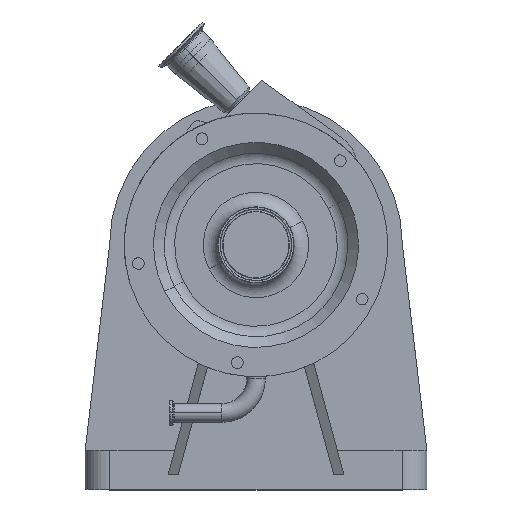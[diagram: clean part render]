
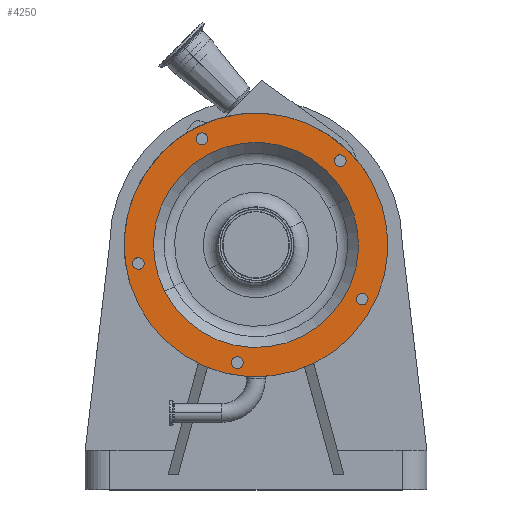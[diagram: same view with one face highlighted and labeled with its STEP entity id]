
A CAD part, top view. The second image highlights one B-rep face of the part: STEP entity #4250.
In plain terms, the highlighted planar face has unit normal (0, 0, 1).
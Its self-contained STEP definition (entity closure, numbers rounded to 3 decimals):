
#24 = DIRECTION ( 'NONE',  ( 0.891, 0.454, 0. ) ) ;
#27 = CARTESIAN_POINT ( 'NONE',  ( 108.703, -55.387, 284. ) ) ;
#28 = DIRECTION ( 'NONE',  ( -0.454, -0.891, 0. ) ) ;
#29 = DIRECTION ( 'NONE',  ( 0., 0., 1. ) ) ;
#103 = AXIS2_PLACEMENT_3D ( 'NONE', #115, #116, #24 ) ;
#106 = CIRCLE ( 'NONE', #103, 6. ) ;
#115 = CARTESIAN_POINT ( 'NONE',  ( -55.387, 108.703, 284. ) ) ;
#116 = DIRECTION ( 'NONE',  ( 0., 0., 1. ) ) ;
#143 = AXIS2_PLACEMENT_3D ( 'NONE', #27, #29, #28 ) ;
#168 = CIRCLE ( 'NONE', #143, 6. ) ;
#172 = AXIS2_PLACEMENT_3D ( 'NONE', #182, #178, #177 ) ;
#177 = DIRECTION ( 'NONE',  ( -0.156, 0.988, 0. ) ) ;
#178 = DIRECTION ( 'NONE',  ( 0., 0., 1. ) ) ;
#180 = CIRCLE ( 'NONE', #172, 6. ) ;
#182 = CARTESIAN_POINT ( 'NONE',  ( -120.498, -19.085, 284. ) ) ;
#1289 = VERTEX_POINT ( 'NONE', #2122 ) ;
#1297 = EDGE_CURVE ( 'NONE', #1300, #1289, #2140, .T. ) ;
#1300 = VERTEX_POINT ( 'NONE', #2154 ) ;
#1427 = VERTEX_POINT ( 'NONE', #2448 ) ;
#1439 = VERTEX_POINT ( 'NONE', #6928 ) ;
#1442 = EDGE_CURVE ( 'NONE', #1439, #1443, #6954, .T. ) ;
#1443 = VERTEX_POINT ( 'NONE', #6922 ) ;
#1479 = VERTEX_POINT ( 'NONE', #7013 ) ;
#1513 = VERTEX_POINT ( 'NONE', #7222 ) ;
#1525 = EDGE_CURVE ( 'NONE', #1427, #1513, #7032, .T. ) ;
#1526 = EDGE_CURVE ( 'NONE', #1479, #1532, #7082, .T. ) ;
#1532 = VERTEX_POINT ( 'NONE', #7223 ) ;
#1533 = VERTEX_POINT ( 'NONE', #7225 ) ;
#1543 = EDGE_CURVE ( 'NONE', #1545, #1533, #7094, .T. ) ;
#1545 = VERTEX_POINT ( 'NONE', #7039 ) ;
#1559 = VERTEX_POINT ( 'NONE', #7250 ) ;
#1562 = EDGE_CURVE ( 'NONE', #1563, #1559, #7235, .T. ) ;
#1563 = VERTEX_POINT ( 'NONE', #7247 ) ;
#1582 = EDGE_CURVE ( 'NONE', #1583, #1607, #7087, .T. ) ;
#1583 = VERTEX_POINT ( 'NONE', #7230 ) ;
#1607 = VERTEX_POINT ( 'NONE', #7281 ) ;
#2122 = CARTESIAN_POINT ( 'NONE',  ( -120.286, -61.289, 284. ) ) ;
#2133 = CARTESIAN_POINT ( 'NONE',  ( 0., 0., 284. ) ) ;
#2135 = AXIS2_PLACEMENT_3D ( 'NONE', #2133, #2145, #2144 ) ;
#2140 = CIRCLE ( 'NONE', #2135, 135. ) ;
#2144 = DIRECTION ( 'NONE',  ( 0.891, 0.454, 0. ) ) ;
#2145 = DIRECTION ( 'NONE',  ( 0., 0., 1. ) ) ;
#2154 = CARTESIAN_POINT ( 'NONE',  ( 120.286, 61.289, 284. ) ) ;
#2448 = CARTESIAN_POINT ( 'NONE',  ( 83.543, 80.921, 284. ) ) ;
#3975 = EDGE_CURVE ( 'NONE', #1607, #1583, #106, .T. ) ;
#3978 = EDGE_CURVE ( 'NONE', #1533, #1545, #168, .T. ) ;
#3988 = EDGE_CURVE ( 'NONE', #1559, #1563, #180, .T. ) ;
#4006 = EDGE_CURVE ( 'NONE', #1532, #1479, #4775, .T. ) ;
#4032 = EDGE_CURVE ( 'NONE', #1513, #1427, #4835, .T. ) ;
#4102 = EDGE_CURVE ( 'NONE', #1443, #1439, #4861, .T. ) ;
#4235 = ORIENTED_EDGE ( 'NONE', *, *, #4032, .F. ) ;
#4239 = EDGE_LOOP ( 'NONE', ( #4235, #4242 ) ) ;
#4242 = ORIENTED_EDGE ( 'NONE', *, *, #1525, .F. ) ;
#4243 = ORIENTED_EDGE ( 'NONE', *, *, #3978, .F. ) ;
#4244 = EDGE_LOOP ( 'NONE', ( #5333, #4251 ) ) ;
#4246 = EDGE_LOOP ( 'NONE', ( #4243, #4249 ) ) ;
#4247 = EDGE_LOOP ( 'NONE', ( #4253, #5344 ) ) ;
#4249 = ORIENTED_EDGE ( 'NONE', *, *, #1543, .F. ) ;
#4250 = ADVANCED_FACE ( 'NONE', ( #7875, #7652, #7651, #7653, #7725, #7732, #7757 ), #7876, .F. ) ;
#4251 = ORIENTED_EDGE ( 'NONE', *, *, #1526, .F. ) ;
#4252 = ORIENTED_EDGE ( 'NONE', *, *, #5342, .T. ) ;
#4253 = ORIENTED_EDGE ( 'NONE', *, *, #4102, .F. ) ;
#4259 = EDGE_LOOP ( 'NONE', ( #4260, #5337 ) ) ;
#4260 = ORIENTED_EDGE ( 'NONE', *, *, #3988, .F. ) ;
#4773 = CARTESIAN_POINT ( 'NONE',  ( -19.085, -120.498, 284. ) ) ;
#4774 = AXIS2_PLACEMENT_3D ( 'NONE', #4773, #4813, #4812 ) ;
#4775 = CIRCLE ( 'NONE', #4774, 6. ) ;
#4812 = DIRECTION ( 'NONE',  ( -0.988, 0.156, 0. ) ) ;
#4813 = DIRECTION ( 'NONE',  ( 0., 0., 1. ) ) ;
#4826 = DIRECTION ( 'NONE',  ( 0.707, -0.707, 0. ) ) ;
#4827 = DIRECTION ( 'NONE',  ( 0., 0., 1. ) ) ;
#4828 = AXIS2_PLACEMENT_3D ( 'NONE', #4832, #4827, #4826 ) ;
#4832 = CARTESIAN_POINT ( 'NONE',  ( 86.267, 86.267, 284. ) ) ;
#4835 = CIRCLE ( 'NONE', #4828, 6. ) ;
#4853 = DIRECTION ( 'NONE',  ( 0.891, 0.454, 0. ) ) ;
#4854 = DIRECTION ( 'NONE',  ( 0., 0., 1. ) ) ;
#4861 = CIRCLE ( 'NONE', #4872, 105. ) ;
#4865 = CARTESIAN_POINT ( 'NONE',  ( 0., 0., 284. ) ) ;
#4872 = AXIS2_PLACEMENT_3D ( 'NONE', #4865, #4854, #4853 ) ;
#5328 = ORIENTED_EDGE ( 'NONE', *, *, #1582, .F. ) ;
#5329 = ORIENTED_EDGE ( 'NONE', *, *, #1297, .T. ) ;
#5330 = ORIENTED_EDGE ( 'NONE', *, *, #3975, .F. ) ;
#5331 = EDGE_LOOP ( 'NONE', ( #5330, #5328 ) ) ;
#5333 = ORIENTED_EDGE ( 'NONE', *, *, #4006, .F. ) ;
#5337 = ORIENTED_EDGE ( 'NONE', *, *, #1562, .F. ) ;
#5338 = EDGE_LOOP ( 'NONE', ( #5329, #4252 ) ) ;
#5342 = EDGE_CURVE ( 'NONE', #1289, #1300, #7394, .T. ) ;
#5344 = ORIENTED_EDGE ( 'NONE', *, *, #1442, .F. ) ;
#6913 = DIRECTION ( 'NONE',  ( 0., 0., 1. ) ) ;
#6922 = CARTESIAN_POINT ( 'NONE',  ( 93.556, 47.669, 284. ) ) ;
#6923 = CARTESIAN_POINT ( 'NONE',  ( 0., 0., 284. ) ) ;
#6928 = CARTESIAN_POINT ( 'NONE',  ( -93.556, -47.669, 284. ) ) ;
#6934 = AXIS2_PLACEMENT_3D ( 'NONE', #6923, #6913, #6938 ) ;
#6938 = DIRECTION ( 'NONE',  ( 0.891, 0.454, 0. ) ) ;
#6954 = CIRCLE ( 'NONE', #6934, 105. ) ;
#7013 = CARTESIAN_POINT ( 'NONE',  ( -20.024, -114.572, 284. ) ) ;
#7032 = CIRCLE ( 'NONE', #7078, 6. ) ;
#7039 = CARTESIAN_POINT ( 'NONE',  ( 102.777, -54.448, 284. ) ) ;
#7059 = DIRECTION ( 'NONE',  ( 0.707, -0.707, 0. ) ) ;
#7061 = DIRECTION ( 'NONE',  ( -0.988, 0.156, 0. ) ) ;
#7065 = DIRECTION ( 'NONE',  ( 0., 0., 1. ) ) ;
#7066 = CARTESIAN_POINT ( 'NONE',  ( 86.267, 86.267, 284. ) ) ;
#7070 = DIRECTION ( 'NONE',  ( 0., 0., 1. ) ) ;
#7072 = CARTESIAN_POINT ( 'NONE',  ( -19.085, -120.498, 284. ) ) ;
#7077 = AXIS2_PLACEMENT_3D ( 'NONE', #7072, #7070, #7061 ) ;
#7078 = AXIS2_PLACEMENT_3D ( 'NONE', #7066, #7065, #7059 ) ;
#7082 = CIRCLE ( 'NONE', #7077, 6. ) ;
#7087 = CIRCLE ( 'NONE', #7090, 6. ) ;
#7089 = CARTESIAN_POINT ( 'NONE',  ( -55.387, 108.703, 284. ) ) ;
#7090 = AXIS2_PLACEMENT_3D ( 'NONE', #7089, #7095, #7091 ) ;
#7091 = DIRECTION ( 'NONE',  ( 0.891, 0.454, 0. ) ) ;
#7093 = AXIS2_PLACEMENT_3D ( 'NONE', #7100, #7099, #7098 ) ;
#7094 = CIRCLE ( 'NONE', #7093, 6. ) ;
#7095 = DIRECTION ( 'NONE',  ( 0., 0., 1. ) ) ;
#7098 = DIRECTION ( 'NONE',  ( -0.454, -0.891, 0. ) ) ;
#7099 = DIRECTION ( 'NONE',  ( 0., 0., 1. ) ) ;
#7100 = CARTESIAN_POINT ( 'NONE',  ( 108.703, -55.387, 284. ) ) ;
#7222 = CARTESIAN_POINT ( 'NONE',  ( 88.991, 91.613, 284. ) ) ;
#7223 = CARTESIAN_POINT ( 'NONE',  ( -18.146, -126.424, 284. ) ) ;
#7225 = CARTESIAN_POINT ( 'NONE',  ( 114.629, -56.325, 284. ) ) ;
#7230 = CARTESIAN_POINT ( 'NONE',  ( -51.144, 104.46, 284. ) ) ;
#7235 = CIRCLE ( 'NONE', #7242, 6. ) ;
#7242 = AXIS2_PLACEMENT_3D ( 'NONE', #7271, #7248, #7255 ) ;
#7247 = CARTESIAN_POINT ( 'NONE',  ( -115.152, -16.361, 284. ) ) ;
#7248 = DIRECTION ( 'NONE',  ( 0., 0., 1. ) ) ;
#7250 = CARTESIAN_POINT ( 'NONE',  ( -125.844, -21.809, 284. ) ) ;
#7255 = DIRECTION ( 'NONE',  ( -0.156, 0.988, 0. ) ) ;
#7271 = CARTESIAN_POINT ( 'NONE',  ( -120.498, -19.085, 284. ) ) ;
#7281 = CARTESIAN_POINT ( 'NONE',  ( -59.629, 112.945, 284. ) ) ;
#7394 = CIRCLE ( 'NONE', #7568, 135. ) ;
#7403 = DIRECTION ( 'NONE',  ( 0., 0., 1. ) ) ;
#7411 = DIRECTION ( 'NONE',  ( 0.891, 0.454, 0. ) ) ;
#7564 = CARTESIAN_POINT ( 'NONE',  ( 0., 0., 284. ) ) ;
#7568 = AXIS2_PLACEMENT_3D ( 'NONE', #7564, #7403, #7411 ) ;
#7642 = CARTESIAN_POINT ( 'NONE',  ( -17.706, 34.749, 284. ) ) ;
#7648 = AXIS2_PLACEMENT_3D ( 'NONE', #7642, #7650, #7649 ) ;
#7649 = DIRECTION ( 'NONE',  ( -0.891, -0.454, 0. ) ) ;
#7650 = DIRECTION ( 'NONE',  ( 0., 0., -1. ) ) ;
#7651 = FACE_BOUND ( 'NONE', #4244, .T. ) ;
#7652 = FACE_BOUND ( 'NONE', #4246, .T. ) ;
#7653 = FACE_BOUND ( 'NONE', #4259, .T. ) ;
#7725 = FACE_BOUND ( 'NONE', #5331, .T. ) ;
#7732 = FACE_OUTER_BOUND ( 'NONE', #5338, .T. ) ;
#7757 = FACE_BOUND ( 'NONE', #4247, .T. ) ;
#7875 = FACE_BOUND ( 'NONE', #4239, .T. ) ;
#7876 = PLANE ( 'NONE',  #7648 ) ;
